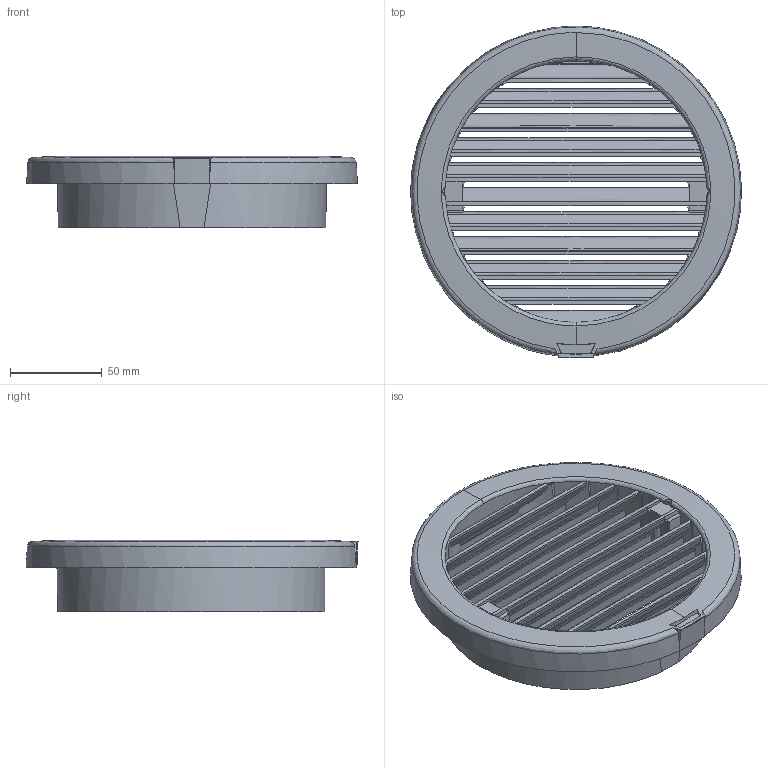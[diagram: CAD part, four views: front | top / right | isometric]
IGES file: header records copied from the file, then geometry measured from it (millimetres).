
Global section: file name: PP-45-AKR; native system: AutoCAD 2021 - Deutsch (German); preprocessor: Autodesk Translation Framework DWG producer (atf_dwg_producer); organization: unknown; date: 20210708.160827; units: millimetre
Bounding box: 180.2 x 180.81 x 38.77 mm (x, y, z)
Volume: 232881.2 mm3; surface area: 110132.9 mm2
Topology: 1 solids, 1 shells, 284 faces, 858 edges, 554 vertices
Faces by surface type: bspline 284
